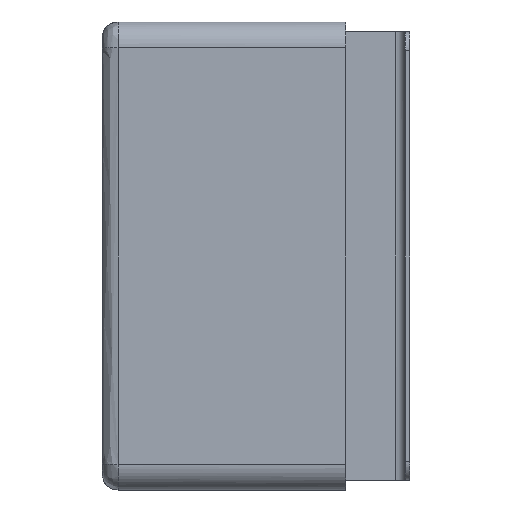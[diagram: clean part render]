
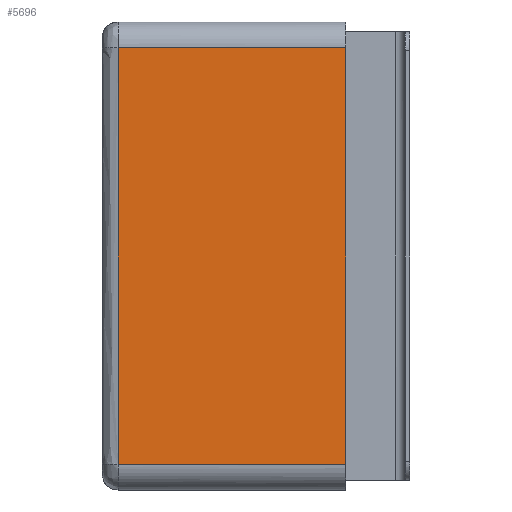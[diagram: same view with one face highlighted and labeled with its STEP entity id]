
A CAD part, left-side view. The second image highlights one B-rep face of the part: STEP entity #5696.
In plain terms, the highlighted free-form (B-spline) face has degree [1, 1] with [2, 2] control points.
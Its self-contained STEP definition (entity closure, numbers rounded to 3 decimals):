
#4137 = VERTEX_POINT('',#4138);
#4138 = CARTESIAN_POINT('',(-128.202,108.524,
    -77.517));
#4144 = EDGE_CURVE('',#4137,#4145,#4147,.T.);
#4145 = VERTEX_POINT('',#4146);
#4146 = CARTESIAN_POINT('',(-128.202,108.524,
    77.517));
#4147 = B_SPLINE_CURVE_WITH_KNOTS('',1,(#4148,#4149),.UNSPECIFIED.,.F.,
  .F.,(2,2),(-9.75,3.25),.PIECEWISE_BEZIER_KNOTS.);
#4148 = CARTESIAN_POINT('',(-128.202,108.524,
    -77.517));
#4149 = CARTESIAN_POINT('',(-128.202,108.524,
    77.517));
#5678 = VERTEX_POINT('',#5679);
#5679 = CARTESIAN_POINT('',(-128.202,23.851,
    -77.517));
#5685 = EDGE_CURVE('',#4137,#5678,#5686,.T.);
#5686 = B_SPLINE_CURVE_WITH_KNOTS('',1,(#5687,#5688),.UNSPECIFIED.,.F.,
  .F.,(2,2),(0.5,7.6),.PIECEWISE_BEZIER_KNOTS.);
#5687 = CARTESIAN_POINT('',(-128.202,108.524,
    -77.517));
#5688 = CARTESIAN_POINT('',(-128.202,23.851,
    -77.517));
#5696 = ADVANCED_FACE('',(#5697),#5713,.T.);
#5697 = FACE_BOUND('',#5698,.T.);
#5698 = EDGE_LOOP('',(#5699,#5700,#5701,#5708));
#5699 = ORIENTED_EDGE('',*,*,#4144,.F.);
#5700 = ORIENTED_EDGE('',*,*,#5685,.T.);
#5701 = ORIENTED_EDGE('',*,*,#5702,.F.);
#5702 = EDGE_CURVE('',#5703,#5678,#5705,.T.);
#5703 = VERTEX_POINT('',#5704);
#5704 = CARTESIAN_POINT('',(-128.202,23.851,
    77.517));
#5705 = B_SPLINE_CURVE_WITH_KNOTS('',1,(#5706,#5707),.UNSPECIFIED.,.F.,
  .F.,(2,2),(-13.,0.),.PIECEWISE_BEZIER_KNOTS.);
#5706 = CARTESIAN_POINT('',(-128.202,23.851,
    77.517));
#5707 = CARTESIAN_POINT('',(-128.202,23.851,
    -77.517));
#5708 = ORIENTED_EDGE('',*,*,#5709,.F.);
#5709 = EDGE_CURVE('',#4145,#5703,#5710,.T.);
#5710 = B_SPLINE_CURVE_WITH_KNOTS('',1,(#5711,#5712),.UNSPECIFIED.,.F.,
  .F.,(2,2),(0.5,7.6),.PIECEWISE_BEZIER_KNOTS.);
#5711 = CARTESIAN_POINT('',(-128.202,108.524,
    77.517));
#5712 = CARTESIAN_POINT('',(-128.202,23.851,
    77.517));
#5713 = B_SPLINE_SURFACE_WITH_KNOTS('',1,1,(
    (#5714,#5715)
    ,(#5716,#5717
    )),.UNSPECIFIED.,.F.,.F.,.F.,(2,2),(2,2),(-0.001,13.001),(0.499,
    7.601),.PIECEWISE_BEZIER_KNOTS.);
#5714 = CARTESIAN_POINT('',(-128.202,108.536,
    77.529));
#5715 = CARTESIAN_POINT('',(-128.202,23.84,
    77.529));
#5716 = CARTESIAN_POINT('',(-128.202,108.536,
    -77.529));
#5717 = CARTESIAN_POINT('',(-128.202,23.84,
    -77.529));
